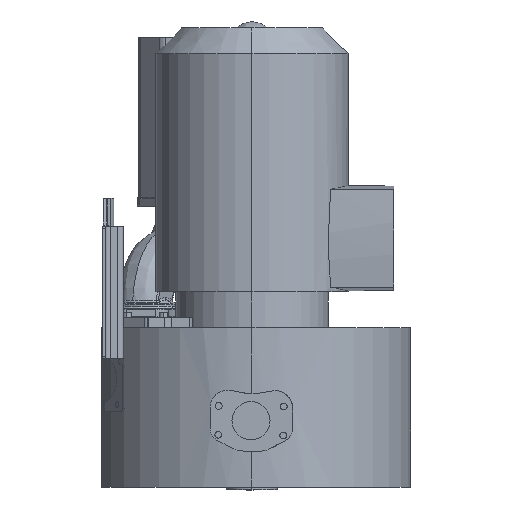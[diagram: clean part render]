
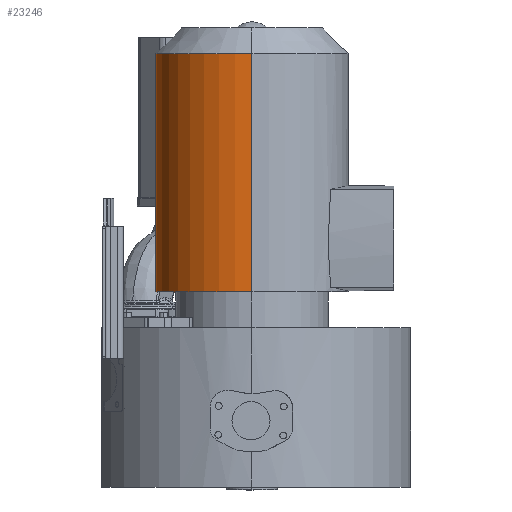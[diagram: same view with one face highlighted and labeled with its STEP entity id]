
A CAD part, left-side view. The second image highlights one B-rep face of the part: STEP entity #23246.
In plain terms, the highlighted cylindrical face has radius 112.5 mm (diameter 225 mm), a partial arc.
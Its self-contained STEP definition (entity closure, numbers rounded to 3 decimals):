
#1071 = CARTESIAN_POINT ( 'NONE',  ( -112.5, 0., 727.148 ) ) ;
#1482 = VECTOR ( 'NONE', #15498, 1000. ) ;
#2127 = DIRECTION ( 'NONE',  ( 0., 0., -1. ) ) ;
#3680 = CYLINDRICAL_SURFACE ( 'NONE', #13703, 112.5 ) ;
#4386 = CARTESIAN_POINT ( 'NONE',  ( -112.5, 0., 378.95 ) ) ;
#5082 = ORIENTED_EDGE ( 'NONE', *, *, #14166, .T. ) ;
#7227 = ORIENTED_EDGE ( 'NONE', *, *, #12851, .F. ) ;
#7693 = VERTEX_POINT ( 'NONE', #15768 ) ;
#8174 = AXIS2_PLACEMENT_3D ( 'NONE', #26308, #9707, #24375 ) ;
#8838 = LINE ( 'NONE', #21226, #9848 ) ;
#9707 = DIRECTION ( 'NONE',  ( 0., 0., -1. ) ) ;
#9848 = VECTOR ( 'NONE', #2127, 1000. ) ;
#12851 = EDGE_CURVE ( 'NONE', #19262, #7693, #17965, .T. ) ;
#13703 = AXIS2_PLACEMENT_3D ( 'NONE', #26741, #14135, #27032 ) ;
#14038 = EDGE_LOOP ( 'NONE', ( #22223, #5082, #26894, #7227 ) ) ;
#14135 = DIRECTION ( 'NONE',  ( 0., 0., -1. ) ) ;
#14166 = EDGE_CURVE ( 'NONE', #20734, #18226, #8838, .T. ) ;
#14646 = CARTESIAN_POINT ( 'NONE',  ( 112.5, 0., 378.95 ) ) ;
#15359 = CARTESIAN_POINT ( 'NONE',  ( 0., 0., 100.45 ) ) ;
#15498 = DIRECTION ( 'NONE',  ( 0., 0., -1. ) ) ;
#15768 = CARTESIAN_POINT ( 'NONE',  ( -112.5, 0., 100.45 ) ) ;
#17965 = LINE ( 'NONE', #1071, #1482 ) ;
#18226 = VERTEX_POINT ( 'NONE', #20888 ) ;
#18285 = CIRCLE ( 'NONE', #8174, 112.5 ) ;
#19262 = VERTEX_POINT ( 'NONE', #4386 ) ;
#20330 = AXIS2_PLACEMENT_3D ( 'NONE', #15359, #26048, #21816 ) ;
#20587 = EDGE_CURVE ( 'NONE', #19262, #20734, #18285, .T. ) ;
#20734 = VERTEX_POINT ( 'NONE', #14646 ) ;
#20888 = CARTESIAN_POINT ( 'NONE',  ( 112.5, 0., 100.45 ) ) ;
#21226 = CARTESIAN_POINT ( 'NONE',  ( 112.5, 0., 727.148 ) ) ;
#21648 = CIRCLE ( 'NONE', #20330, 112.5 ) ;
#21816 = DIRECTION ( 'NONE',  ( 1., 0., 0. ) ) ;
#22223 = ORIENTED_EDGE ( 'NONE', *, *, #20587, .T. ) ;
#23246 = ADVANCED_FACE ( 'NONE', ( #24821 ), #3680, .T. ) ;
#24375 = DIRECTION ( 'NONE',  ( 1., 0., 0. ) ) ;
#24821 = FACE_OUTER_BOUND ( 'NONE', #14038, .T. ) ;
#25510 = EDGE_CURVE ( 'NONE', #18226, #7693, #21648, .T. ) ;
#26048 = DIRECTION ( 'NONE',  ( 0., 0., 1. ) ) ;
#26308 = CARTESIAN_POINT ( 'NONE',  ( 0., 0., 378.95 ) ) ;
#26741 = CARTESIAN_POINT ( 'NONE',  ( 0., 0., 727.148 ) ) ;
#26894 = ORIENTED_EDGE ( 'NONE', *, *, #25510, .T. ) ;
#27032 = DIRECTION ( 'NONE',  ( -1., 0., 0. ) ) ;
